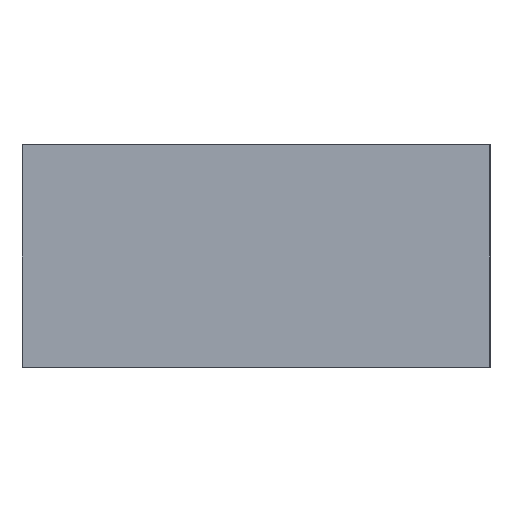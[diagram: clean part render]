
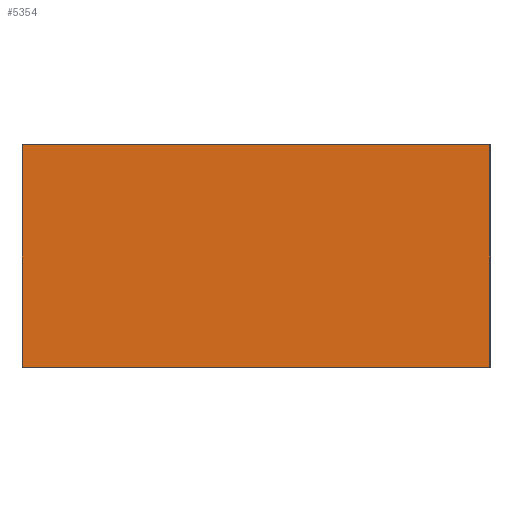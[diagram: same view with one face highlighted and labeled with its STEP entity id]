
A CAD part, left-side view. The second image highlights one B-rep face of the part: STEP entity #5354.
In plain terms, the highlighted planar face has unit normal (-1, 0, 0).
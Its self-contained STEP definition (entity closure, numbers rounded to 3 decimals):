
#5354=ADVANCED_FACE('',(#10056),#10058,.T.);
#10056=FACE_BOUND('',#10057,.T.);
#10057=EDGE_LOOP('',(#14132,#14133,#14134,#14135));
#10058=PLANE('',#10059);
#10059=AXIS2_PLACEMENT_3D('',#10060,#10061,#10062);
#10060=CARTESIAN_POINT('',(-73.75,-9.5,25.));
#10061=DIRECTION('',(-1.,0.,0.));
#10062=DIRECTION('',(0.,1.,0.));
#14132=ORIENTED_EDGE('',*,*,#14953,.T.);
#14133=ORIENTED_EDGE('',*,*,#16254,.T.);
#14134=ORIENTED_EDGE('',*,*,#15049,.F.);
#14135=ORIENTED_EDGE('',*,*,#16256,.F.);
#14953=EDGE_CURVE('',#17476,#17474,#17477,.T.);
#15049=EDGE_CURVE('',#17666,#17668,#17669,.T.);
#16254=EDGE_CURVE('',#17474,#17668,#19482,.T.);
#16256=EDGE_CURVE('',#17476,#17666,#19485,.T.);
#17474=VERTEX_POINT('',#21971);
#17476=VERTEX_POINT('',#21975);
#17477=LINE('',#21976,#21977);
#17666=VERTEX_POINT('',#22402);
#17668=VERTEX_POINT('',#22406);
#17669=LINE('',#22407,#22408);
#19482=LINE('',#26742,#26743);
#19485=LINE('',#26750,#26751);
#21971=CARTESIAN_POINT('',(-73.75,43.,25.));
#21975=CARTESIAN_POINT('',(-73.75,-9.5,25.));
#21976=CARTESIAN_POINT('',(-73.75,-9.5,25.));
#21977=VECTOR('',#21978,1.);
#21978=DIRECTION('',(0.,1.,0.));
#22402=CARTESIAN_POINT('',(-73.75,-9.5,0.));
#22406=CARTESIAN_POINT('',(-73.75,43.,0.));
#22407=CARTESIAN_POINT('',(-73.75,-9.5,0.));
#22408=VECTOR('',#22409,1.);
#22409=DIRECTION('',(0.,1.,0.));
#26742=CARTESIAN_POINT('',(-73.75,43.,25.));
#26743=VECTOR('',#26744,1.);
#26744=DIRECTION('',(0.,0.,-1.));
#26750=CARTESIAN_POINT('',(-73.75,-9.5,25.));
#26751=VECTOR('',#26752,1.);
#26752=DIRECTION('',(0.,0.,-1.));
